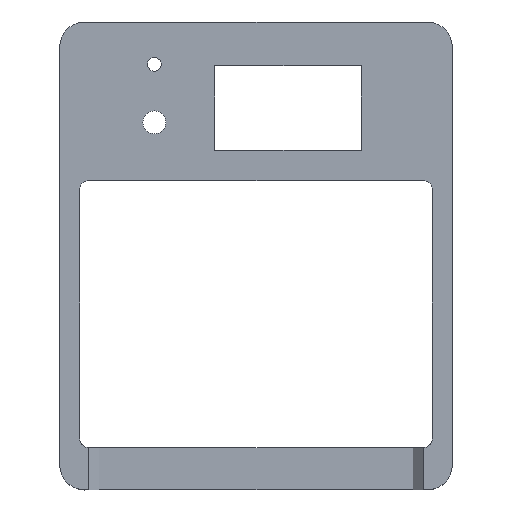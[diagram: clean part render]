
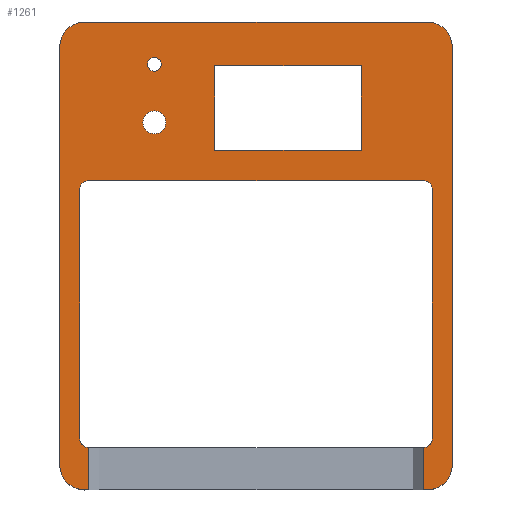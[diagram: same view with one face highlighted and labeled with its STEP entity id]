
A CAD part, top view. The second image highlights one B-rep face of the part: STEP entity #1261.
In plain terms, the highlighted planar face has unit normal (0, 0, 1).
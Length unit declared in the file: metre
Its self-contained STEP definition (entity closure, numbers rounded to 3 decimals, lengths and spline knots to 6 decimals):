
#42=CIRCLE('',#1350,0.0015);
#43=CIRCLE('',#1351,0.0025);
#44=CIRCLE('',#1352,0.002);
#45=CIRCLE('',#1353,0.00544);
#46=CIRCLE('',#1354,0.00544);
#47=CIRCLE('',#1355,0.00544);
#48=CIRCLE('',#1356,0.00544);
#49=CIRCLE('',#1357,0.002);
#50=CIRCLE('',#1358,0.002);
#51=CIRCLE('',#1359,0.002);
#104=ORIENTED_EDGE('',*,*,#480,.F.);
#105=ORIENTED_EDGE('',*,*,#481,.F.);
#106=ORIENTED_EDGE('',*,*,#482,.F.);
#107=ORIENTED_EDGE('',*,*,#483,.T.);
#108=ORIENTED_EDGE('',*,*,#484,.T.);
#109=ORIENTED_EDGE('',*,*,#485,.F.);
#110=ORIENTED_EDGE('',*,*,#486,.F.);
#111=ORIENTED_EDGE('',*,*,#487,.T.);
#112=ORIENTED_EDGE('',*,*,#488,.T.);
#113=ORIENTED_EDGE('',*,*,#489,.F.);
#114=ORIENTED_EDGE('',*,*,#478,.T.);
#115=ORIENTED_EDGE('',*,*,#490,.F.);
#116=ORIENTED_EDGE('',*,*,#491,.T.);
#117=ORIENTED_EDGE('',*,*,#492,.F.);
#118=ORIENTED_EDGE('',*,*,#493,.T.);
#119=ORIENTED_EDGE('',*,*,#494,.F.);
#120=ORIENTED_EDGE('',*,*,#495,.T.);
#121=ORIENTED_EDGE('',*,*,#496,.F.);
#122=ORIENTED_EDGE('',*,*,#497,.F.);
#123=ORIENTED_EDGE('',*,*,#498,.F.);
#124=ORIENTED_EDGE('',*,*,#499,.F.);
#125=ORIENTED_EDGE('',*,*,#500,.T.);
#126=ORIENTED_EDGE('',*,*,#501,.F.);
#127=ORIENTED_EDGE('',*,*,#502,.T.);
#478=EDGE_CURVE('',#666,#665,#783,.T.);
#480=EDGE_CURVE('',#667,#667,#42,.T.);
#481=EDGE_CURVE('',#668,#668,#43,.T.);
#482=EDGE_CURVE('',#669,#670,#785,.T.);
#483=EDGE_CURVE('',#669,#671,#786,.T.);
#484=EDGE_CURVE('',#671,#672,#787,.T.);
#485=EDGE_CURVE('',#670,#672,#788,.T.);
#486=EDGE_CURVE('',#673,#674,#44,.T.);
#487=EDGE_CURVE('',#673,#675,#789,.T.);
#488=EDGE_CURVE('',#675,#676,#790,.T.);
#489=EDGE_CURVE('',#666,#676,#45,.T.);
#490=EDGE_CURVE('',#677,#665,#46,.T.);
#491=EDGE_CURVE('',#677,#678,#791,.T.);
#492=EDGE_CURVE('',#679,#678,#47,.T.);
#493=EDGE_CURVE('',#679,#680,#792,.T.);
#494=EDGE_CURVE('',#681,#680,#48,.T.);
#495=EDGE_CURVE('',#681,#682,#793,.T.);
#496=EDGE_CURVE('',#683,#682,#794,.T.);
#497=EDGE_CURVE('',#684,#683,#49,.T.);
#498=EDGE_CURVE('',#685,#684,#795,.T.);
#499=EDGE_CURVE('',#686,#685,#50,.T.);
#500=EDGE_CURVE('',#686,#687,#796,.T.);
#501=EDGE_CURVE('',#688,#687,#51,.T.);
#502=EDGE_CURVE('',#688,#674,#797,.T.);
#665=VERTEX_POINT('',#1868);
#666=VERTEX_POINT('',#1870);
#667=VERTEX_POINT('',#1874);
#668=VERTEX_POINT('',#1876);
#669=VERTEX_POINT('',#1878);
#670=VERTEX_POINT('',#1879);
#671=VERTEX_POINT('',#1881);
#672=VERTEX_POINT('',#1883);
#673=VERTEX_POINT('',#1886);
#674=VERTEX_POINT('',#1887);
#675=VERTEX_POINT('',#1889);
#676=VERTEX_POINT('',#1891);
#677=VERTEX_POINT('',#1894);
#678=VERTEX_POINT('',#1896);
#679=VERTEX_POINT('',#1898);
#680=VERTEX_POINT('',#1900);
#681=VERTEX_POINT('',#1902);
#682=VERTEX_POINT('',#1904);
#683=VERTEX_POINT('',#1906);
#684=VERTEX_POINT('',#1908);
#685=VERTEX_POINT('',#1910);
#686=VERTEX_POINT('',#1912);
#687=VERTEX_POINT('',#1914);
#688=VERTEX_POINT('',#1916);
#783=LINE('',#1869,#932);
#785=LINE('',#1877,#934);
#786=LINE('',#1880,#935);
#787=LINE('',#1882,#936);
#788=LINE('',#1884,#937);
#789=LINE('',#1888,#938);
#790=LINE('',#1890,#939);
#791=LINE('',#1895,#940);
#792=LINE('',#1899,#941);
#793=LINE('',#1903,#942);
#794=LINE('',#1905,#943);
#795=LINE('',#1909,#944);
#796=LINE('',#1913,#945);
#797=LINE('',#1917,#946);
#932=VECTOR('',#1489,1.);
#934=VECTOR('',#1497,1.);
#935=VECTOR('',#1498,1.);
#936=VECTOR('',#1499,1.);
#937=VECTOR('',#1500,1.);
#938=VECTOR('',#1503,1.);
#939=VECTOR('',#1504,1.);
#940=VECTOR('',#1509,1.);
#941=VECTOR('',#1512,1.);
#942=VECTOR('',#1515,1.);
#943=VECTOR('',#1516,1.);
#944=VECTOR('',#1519,1.);
#945=VECTOR('',#1522,1.);
#946=VECTOR('',#1525,1.);
#1064=EDGE_LOOP('',(#104));
#1065=EDGE_LOOP('',(#105));
#1066=EDGE_LOOP('',(#106,#107,#108,#109));
#1067=EDGE_LOOP('',(#110,#111,#112,#113,#114,#115,#116,#117,#118,#119,#120,
#121,#122,#123,#124,#125,#126,#127));
#1139=FACE_BOUND('',#1064,.T.);
#1140=FACE_BOUND('',#1065,.T.);
#1141=FACE_BOUND('',#1066,.T.);
#1142=FACE_BOUND('',#1067,.T.);
#1214=PLANE('',#1349);
#1261=ADVANCED_FACE('',(#1139,#1140,#1141,#1142),#1214,.T.);
#1349=AXIS2_PLACEMENT_3D('',#1872,#1491,#1492);
#1350=AXIS2_PLACEMENT_3D('',#1873,#1493,#1494);
#1351=AXIS2_PLACEMENT_3D('',#1875,#1495,#1496);
#1352=AXIS2_PLACEMENT_3D('',#1885,#1501,#1502);
#1353=AXIS2_PLACEMENT_3D('',#1892,#1505,#1506);
#1354=AXIS2_PLACEMENT_3D('',#1893,#1507,#1508);
#1355=AXIS2_PLACEMENT_3D('',#1897,#1510,#1511);
#1356=AXIS2_PLACEMENT_3D('',#1901,#1513,#1514);
#1357=AXIS2_PLACEMENT_3D('',#1907,#1517,#1518);
#1358=AXIS2_PLACEMENT_3D('',#1911,#1520,#1521);
#1359=AXIS2_PLACEMENT_3D('',#1915,#1523,#1524);
#1489=DIRECTION('',(0.,1.,0.));
#1491=DIRECTION('',(0.,0.,1.));
#1492=DIRECTION('',(1.,0.,0.));
#1493=DIRECTION('',(0.,0.,1.));
#1494=DIRECTION('',(1.,0.,0.));
#1495=DIRECTION('',(0.,0.,1.));
#1496=DIRECTION('',(1.,0.,0.));
#1497=DIRECTION('',(0.,-1.,0.));
#1498=DIRECTION('',(1.,0.,0.));
#1499=DIRECTION('',(0.,-1.,0.));
#1500=DIRECTION('',(1.,0.,0.));
#1501=DIRECTION('',(0.,0.,1.));
#1502=DIRECTION('',(1.,0.,0.));
#1503=DIRECTION('',(0.,-1.,0.));
#1504=DIRECTION('',(1.,0.,0.));
#1505=DIRECTION('',(0.,0.,-1.));
#1506=DIRECTION('',(1.,0.,0.));
#1507=DIRECTION('',(0.,0.,-1.));
#1508=DIRECTION('',(1.,0.,0.));
#1509=DIRECTION('',(-1.,0.,0.));
#1510=DIRECTION('',(0.,0.,-1.));
#1511=DIRECTION('',(1.,0.,0.));
#1512=DIRECTION('',(0.,-1.,0.));
#1513=DIRECTION('',(0.,0.,-1.));
#1514=DIRECTION('',(1.,0.,0.));
#1515=DIRECTION('',(1.,0.,0.));
#1516=DIRECTION('',(0.,-1.,0.));
#1517=DIRECTION('',(0.,0.,1.));
#1518=DIRECTION('',(1.,0.,0.));
#1519=DIRECTION('',(0.,-1.,0.));
#1520=DIRECTION('',(0.,0.,1.));
#1521=DIRECTION('',(1.,0.,0.));
#1522=DIRECTION('',(1.,0.,0.));
#1523=DIRECTION('',(0.,0.,1.));
#1524=DIRECTION('',(1.,0.,0.));
#1525=DIRECTION('',(0.,-1.,0.));
#1868=CARTESIAN_POINT('',(0.042905,0.04572,0.0102));
#1869=CARTESIAN_POINT('',(0.042905,0.,0.0102));
#1870=CARTESIAN_POINT('',(0.042905,-0.04572,0.0102));
#1872=CARTESIAN_POINT('',(0.,0.,0.0102));
#1873=CARTESIAN_POINT('',(-0.022225,0.04191,0.0102));
#1874=CARTESIAN_POINT('',(-0.020725,0.04191,0.0102));
#1875=CARTESIAN_POINT('',(-0.022225,0.02921,0.0102));
#1876=CARTESIAN_POINT('',(-0.019725,0.02921,0.0102));
#1877=CARTESIAN_POINT('',(-0.009,0.03235,0.0102));
#1878=CARTESIAN_POINT('',(-0.009,0.04155,0.0102));
#1879=CARTESIAN_POINT('',(-0.009,0.02315,0.0102));
#1880=CARTESIAN_POINT('',(0.007,0.04155,0.0102));
#1881=CARTESIAN_POINT('',(0.023,0.04155,0.0102));
#1882=CARTESIAN_POINT('',(0.023,0.03235,0.0102));
#1883=CARTESIAN_POINT('',(0.023,0.02315,0.0102));
#1884=CARTESIAN_POINT('',(0.007,0.02315,0.0102));
#1885=CARTESIAN_POINT('',(0.03654,-0.0399,0.0102));
#1886=CARTESIAN_POINT('',(0.03654,-0.0419,0.0102));
#1887=CARTESIAN_POINT('',(0.03854,-0.0399,0.0102));
#1888=CARTESIAN_POINT('',(0.03654,-0.048816,0.0102));
#1889=CARTESIAN_POINT('',(0.03654,-0.05116,0.0102));
#1890=CARTESIAN_POINT('',(0.,-0.05116,0.0102));
#1891=CARTESIAN_POINT('',(0.037465,-0.05116,0.0102));
#1892=CARTESIAN_POINT('',(0.037465,-0.04572,0.0102));
#1893=CARTESIAN_POINT('',(0.037465,0.04572,0.0102));
#1894=CARTESIAN_POINT('',(0.037465,0.05116,0.0102));
#1895=CARTESIAN_POINT('',(0.,0.05116,0.0102));
#1896=CARTESIAN_POINT('',(-0.037465,0.05116,0.0102));
#1897=CARTESIAN_POINT('',(-0.037465,0.04572,0.0102));
#1898=CARTESIAN_POINT('',(-0.042905,0.04572,0.0102));
#1899=CARTESIAN_POINT('',(-0.042905,0.,0.0102));
#1900=CARTESIAN_POINT('',(-0.042905,-0.04572,0.0102));
#1901=CARTESIAN_POINT('',(-0.037465,-0.04572,0.0102));
#1902=CARTESIAN_POINT('',(-0.037465,-0.05116,0.0102));
#1903=CARTESIAN_POINT('',(0.,-0.05116,0.0102));
#1904=CARTESIAN_POINT('',(-0.03654,-0.05116,0.0102));
#1905=CARTESIAN_POINT('',(-0.03654,-0.048816,0.0102));
#1906=CARTESIAN_POINT('',(-0.03654,-0.0419,0.0102));
#1907=CARTESIAN_POINT('',(-0.03654,-0.0399,0.0102));
#1908=CARTESIAN_POINT('',(-0.03854,-0.0399,0.0102));
#1909=CARTESIAN_POINT('',(-0.03854,-0.0127,0.0102));
#1910=CARTESIAN_POINT('',(-0.03854,0.0145,0.0102));
#1911=CARTESIAN_POINT('',(-0.03654,0.0145,0.0102));
#1912=CARTESIAN_POINT('',(-0.03654,0.0165,0.0102));
#1913=CARTESIAN_POINT('',(0.,0.0165,0.0102));
#1914=CARTESIAN_POINT('',(0.03654,0.0165,0.0102));
#1915=CARTESIAN_POINT('',(0.03654,0.0145,0.0102));
#1916=CARTESIAN_POINT('',(0.03854,0.0145,0.0102));
#1917=CARTESIAN_POINT('',(0.03854,-0.0127,0.0102));
